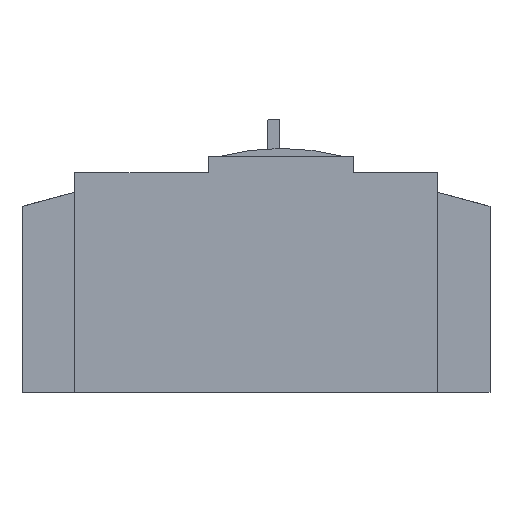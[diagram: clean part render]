
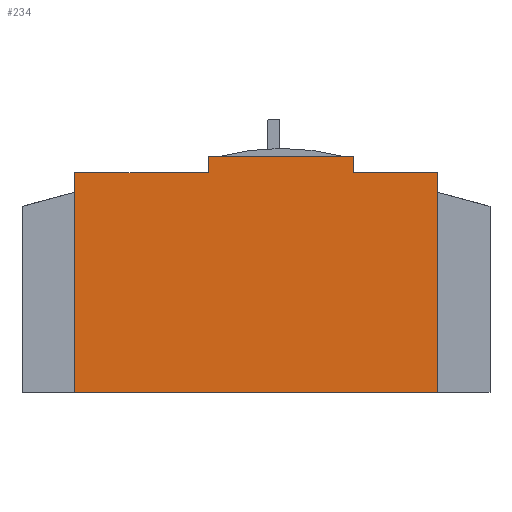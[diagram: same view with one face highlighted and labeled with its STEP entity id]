
A CAD part, left-side view. The second image highlights one B-rep face of the part: STEP entity #234.
In plain terms, the highlighted planar face has unit normal (-1, 0, 0).
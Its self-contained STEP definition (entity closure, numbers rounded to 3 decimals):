
#234 = ADVANCED_FACE( '', ( #362 ), #363, .F. );
#362 = FACE_OUTER_BOUND( '', #596, .T. );
#363 = PLANE( '', #597 );
#596 = EDGE_LOOP( '', ( #953, #954, #955, #956, #957, #958, #959, #960 ) );
#597 = AXIS2_PLACEMENT_3D( '', #961, #962, #963 );
#953 = ORIENTED_EDGE( '', *, *, #1624, .F. );
#954 = ORIENTED_EDGE( '', *, *, #1647, .F. );
#955 = ORIENTED_EDGE( '', *, *, #1648, .F. );
#956 = ORIENTED_EDGE( '', *, *, #1600, .F. );
#957 = ORIENTED_EDGE( '', *, *, #1649, .F. );
#958 = ORIENTED_EDGE( '', *, *, #1587, .F. );
#959 = ORIENTED_EDGE( '', *, *, #1615, .F. );
#960 = ORIENTED_EDGE( '', *, *, #1617, .F. );
#961 = CARTESIAN_POINT( '', ( 0., 0., 0. ) );
#962 = DIRECTION( '', ( 1., 0., 0. ) );
#963 = DIRECTION( '', ( 0., 0., -1. ) );
#1587 = EDGE_CURVE( '', #1852, #1854, #1855, .T. );
#1600 = EDGE_CURVE( '', #1877, #1878, #1879, .T. );
#1615 = EDGE_CURVE( '', #1904, #1852, #1906, .T. );
#1617 = EDGE_CURVE( '', #1908, #1904, #1909, .T. );
#1624 = EDGE_CURVE( '', #1921, #1908, #1922, .T. );
#1647 = EDGE_CURVE( '', #1959, #1921, #1960, .T. );
#1648 = EDGE_CURVE( '', #1878, #1959, #1961, .T. );
#1649 = EDGE_CURVE( '', #1854, #1877, #1962, .T. );
#1852 = VERTEX_POINT( '', #2280 );
#1854 = VERTEX_POINT( '', #2283 );
#1855 = LINE( '', #2284, #2285 );
#1877 = VERTEX_POINT( '', #2319 );
#1878 = VERTEX_POINT( '', #2320 );
#1879 = LINE( '', #2321, #2322 );
#1904 = VERTEX_POINT( '', #2360 );
#1906 = LINE( '', #2363, #2364 );
#1908 = VERTEX_POINT( '', #2367 );
#1909 = LINE( '', #2368, #2369 );
#1921 = VERTEX_POINT( '', #2387 );
#1922 = LINE( '', #2388, #2389 );
#1959 = VERTEX_POINT( '', #2448 );
#1960 = LINE( '', #2449, #2450 );
#1961 = LINE( '', #2451, #2452 );
#1962 = LINE( '', #2453, #2454 );
#2280 = CARTESIAN_POINT( '', ( 0., -56.2, 68. ) );
#2283 = CARTESIAN_POINT( '', ( 0., -56.2, 0. ) );
#2284 = CARTESIAN_POINT( '', ( 0., -56.2, 68. ) );
#2285 = VECTOR( '', #2859, 1000. );
#2319 = CARTESIAN_POINT( '', ( 0., 56.2, 0. ) );
#2320 = CARTESIAN_POINT( '', ( 0., 56.2, 68. ) );
#2321 = CARTESIAN_POINT( '', ( 0., 56.2, 0. ) );
#2322 = VECTOR( '', #2872, 1000. );
#2360 = CARTESIAN_POINT( '', ( 0., -30.3, 68. ) );
#2363 = CARTESIAN_POINT( '', ( 0., -30.3, 68. ) );
#2364 = VECTOR( '', #2887, 1000. );
#2367 = CARTESIAN_POINT( '', ( 0., -30.3, 73. ) );
#2368 = CARTESIAN_POINT( '', ( 0., -30.3, 73. ) );
#2369 = VECTOR( '', #2889, 1000. );
#2387 = CARTESIAN_POINT( '', ( 0., 14.7, 73. ) );
#2388 = CARTESIAN_POINT( '', ( 0., 14.7, 73. ) );
#2389 = VECTOR( '', #2896, 1000. );
#2448 = CARTESIAN_POINT( '', ( 0., 14.7, 68. ) );
#2449 = CARTESIAN_POINT( '', ( 0., 14.7, 68. ) );
#2450 = VECTOR( '', #2919, 1000. );
#2451 = CARTESIAN_POINT( '', ( 0., 56.2, 68. ) );
#2452 = VECTOR( '', #2920, 1000. );
#2453 = CARTESIAN_POINT( '', ( 0., -56.2, 0. ) );
#2454 = VECTOR( '', #2921, 1000. );
#2859 = DIRECTION( '', ( 0., 0., -1. ) );
#2872 = DIRECTION( '', ( 0., 0., 1. ) );
#2887 = DIRECTION( '', ( 0., -1., 0. ) );
#2889 = DIRECTION( '', ( 0., 0., -1. ) );
#2896 = DIRECTION( '', ( 0., -1., 0. ) );
#2919 = DIRECTION( '', ( 0., 0., 1. ) );
#2920 = DIRECTION( '', ( 0., -1., 0. ) );
#2921 = DIRECTION( '', ( 0., 1., 0. ) );
